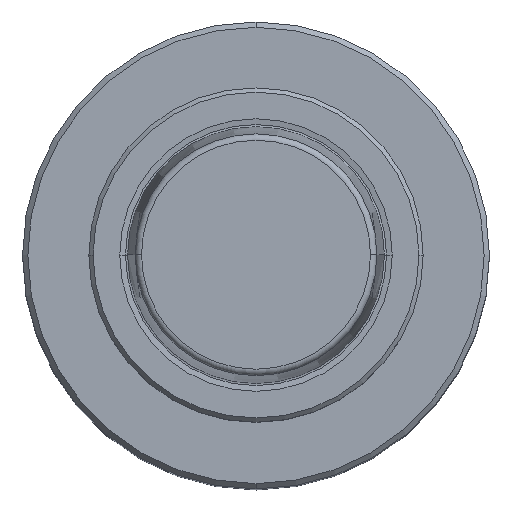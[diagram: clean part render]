
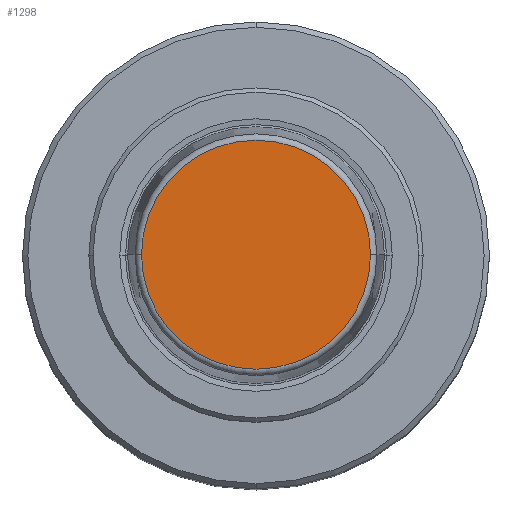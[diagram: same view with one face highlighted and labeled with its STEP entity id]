
A CAD part, top view. The second image highlights one B-rep face of the part: STEP entity #1298.
In plain terms, the highlighted planar face has unit normal (0, 0, 1).
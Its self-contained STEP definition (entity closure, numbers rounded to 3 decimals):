
#327 = AXIS2_PLACEMENT_3D ( 'NONE', #1691, #1682, #1672 ) ;
#557 = AXIS2_PLACEMENT_3D ( 'NONE', #1945, #2247, #2258 ) ;
#809 = AXIS2_PLACEMENT_3D ( 'NONE', #1402, #1388, #1386 ) ;
#1185 = CARTESIAN_POINT ( 'NONE',  ( 21.581, 0., 31.9 ) ) ;
#1298 = ADVANCED_FACE ( 'NONE', ( #3566 ), #1489, .F. ) ;
#1386 = DIRECTION ( 'NONE',  ( -1., 0., 0. ) ) ;
#1388 = DIRECTION ( 'NONE',  ( 0., 0., -1. ) ) ;
#1402 = CARTESIAN_POINT ( 'NONE',  ( 0., 21.581, 31.9 ) ) ;
#1403 = CIRCLE ( 'NONE', #557, 21.581 ) ;
#1415 = VERTEX_POINT ( 'NONE', #1185 ) ;
#1464 = ORIENTED_EDGE ( 'NONE', *, *, #2667, .T. ) ;
#1489 = PLANE ( 'NONE',  #809 ) ;
#1510 = ORIENTED_EDGE ( 'NONE', *, *, #2961, .T. ) ;
#1672 = DIRECTION ( 'NONE',  ( 1., 0., 0. ) ) ;
#1682 = DIRECTION ( 'NONE',  ( 0., 0., 1. ) ) ;
#1691 = CARTESIAN_POINT ( 'NONE',  ( 0., 0., 31.9 ) ) ;
#1902 = CARTESIAN_POINT ( 'NONE',  ( -21.581, 0., 31.9 ) ) ;
#1945 = CARTESIAN_POINT ( 'NONE',  ( 0., 0., 31.9 ) ) ;
#2247 = DIRECTION ( 'NONE',  ( 0., 0., 1. ) ) ;
#2258 = DIRECTION ( 'NONE',  ( 1., 0., 0. ) ) ;
#2384 = EDGE_LOOP ( 'NONE', ( #1464, #1510 ) ) ;
#2575 = VERTEX_POINT ( 'NONE', #1902 ) ;
#2667 = EDGE_CURVE ( 'NONE', #1415, #2575, #3305, .T. ) ;
#2961 = EDGE_CURVE ( 'NONE', #2575, #1415, #1403, .T. ) ;
#3305 = CIRCLE ( 'NONE', #327, 21.581 ) ;
#3566 = FACE_OUTER_BOUND ( 'NONE', #2384, .T. ) ;
